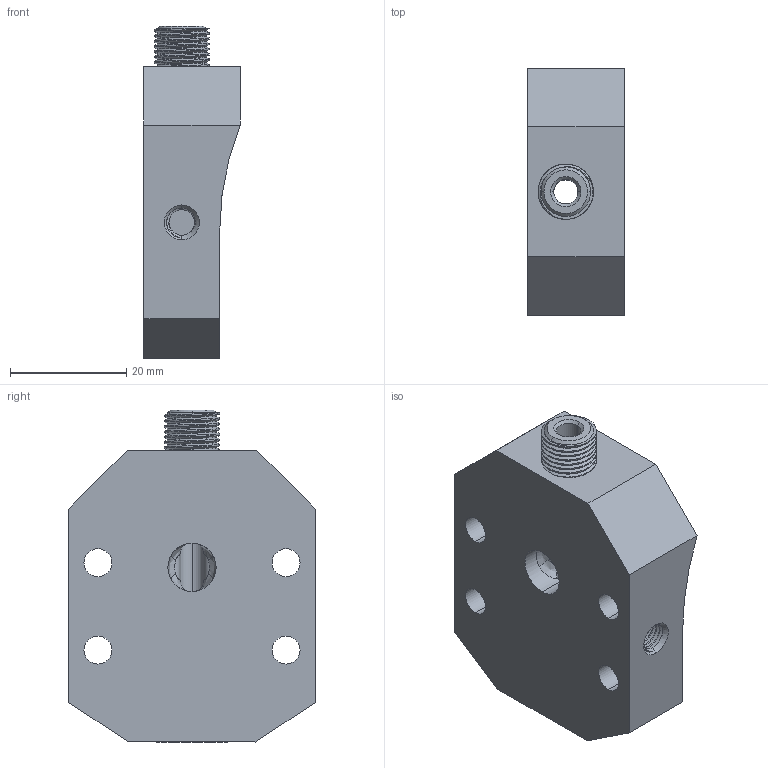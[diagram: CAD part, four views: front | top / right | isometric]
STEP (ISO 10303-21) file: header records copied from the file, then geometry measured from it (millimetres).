
FILE_DESCRIPTION (( 'STEP AP214' ), '1' );
FILE_NAME ('Extrusion Chamber.STEP', '2023-10-12T16:24:48', ( '' ), ( '' ), 'SwSTEP 2.0', 'SolidWorks 2023', '' );
FILE_SCHEMA (( 'AUTOMOTIVE_DESIGN' ));
Length unit declared in the file: millimetre
Products named in the file (1): Extrusion Chamber
Bounding box: 16.5 x 42.3 x 57 mm (x, y, z)
Volume: 25186.6 mm3; surface area: 8221.4 mm2
Topology: 1 solids, 1 shells, 117 faces, 309 edges, 196 vertices
Faces by surface type: cylinder 64, bspline 19, cone 17, plane 15, torus 2
Entity records: 9055 total; most frequent: CARTESIAN_POINT 6519, ORIENTED_EDGE 618, DIRECTION 422, EDGE_CURVE 309, VERTEX_POINT 196, AXIS2_PLACEMENT_3D 159, EDGE_LOOP 131, ADVANCED_FACE 117
